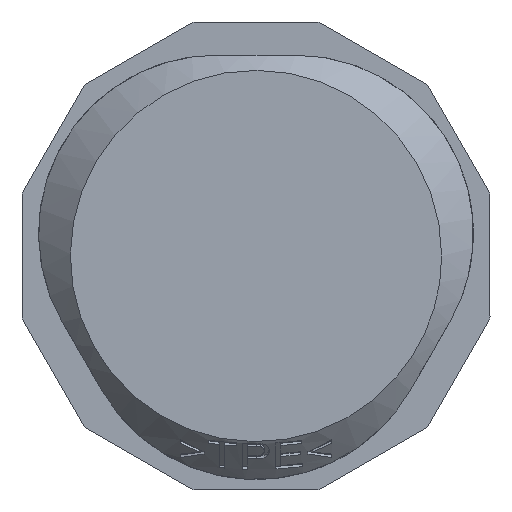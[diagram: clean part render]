
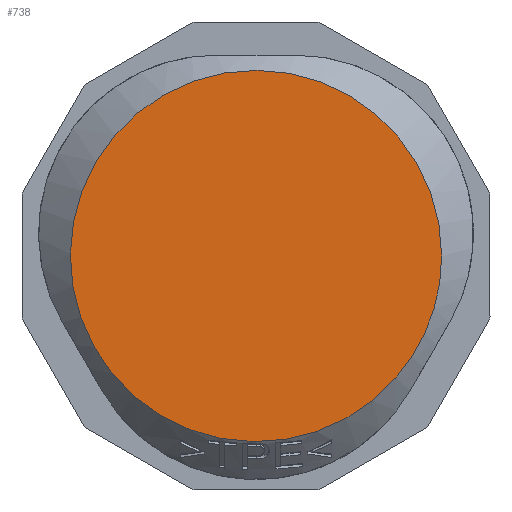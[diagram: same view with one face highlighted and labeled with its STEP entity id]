
A CAD part, front view. The second image highlights one B-rep face of the part: STEP entity #738.
In plain terms, the highlighted planar face has unit normal (0, -1, 0).
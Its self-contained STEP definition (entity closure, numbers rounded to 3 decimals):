
#250=CIRCLE('',#9560,12.25);
#343=PLANE('',#9561);
#738=ADVANCED_FACE('KES-E-R 25/4-A',(#1246),#343,.F.);
#1246=FACE_OUTER_BOUND('',#1734,.T.);
#1734=EDGE_LOOP('',(#2825));
#2825=ORIENTED_EDGE('',*,*,#6313,.F.);
#5356=VERTEX_POINT('',#15900);
#6313=EDGE_CURVE('GENERATED CIRCLE',#5356,#5356,#250,.T.);
#9560=AXIS2_PLACEMENT_3D('',#15899,#10180,#10181);
#9561=AXIS2_PLACEMENT_3D('',#15901,#10182,#10183);
#10180=DIRECTION('',(0.,1.,0.));
#10181=DIRECTION('',(1.,0.,0.));
#10182=DIRECTION('',(0.,1.,0.));
#10183=DIRECTION('',(0.,0.,-1.));
#15899=CARTESIAN_POINT('',(0.,0.,0.));
#15900=CARTESIAN_POINT('',(12.25,0.,0.));
#15901=CARTESIAN_POINT('',(0.,0.,0.));
